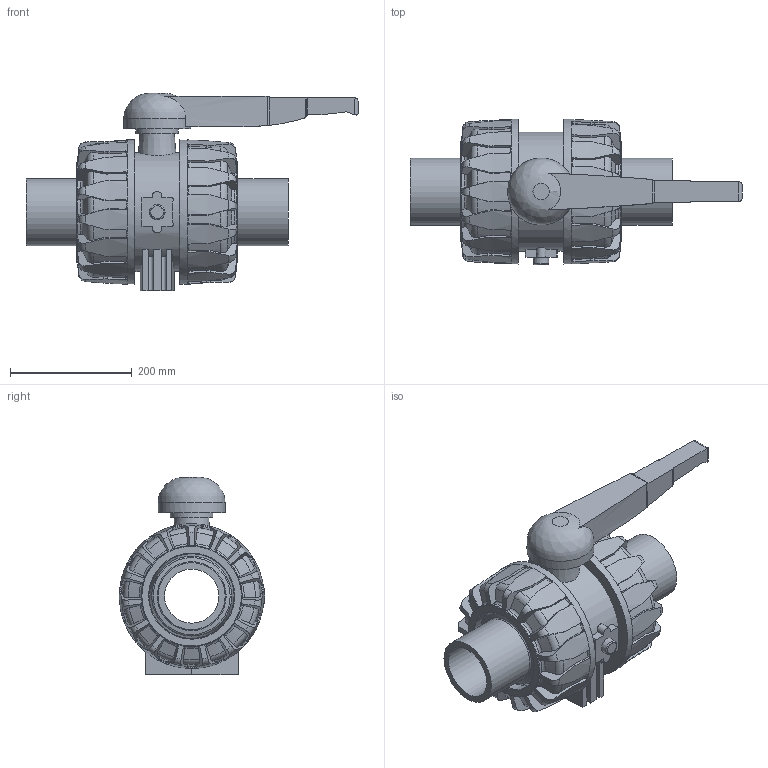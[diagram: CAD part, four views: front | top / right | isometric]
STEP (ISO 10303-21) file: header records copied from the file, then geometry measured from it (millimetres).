
FILE_DESCRIPTION(/* description */ (''),/* implementation_level */ '2;1');
FILE_NAME(/* name */ 'VKDBEM110E.iam.stp',/* time_stamp */ '2013-10-07T12:45:01+02:00',/* author */ ('bfaro'),/* organization */ (''),/* preprocessor_version */ 'ST-DEVELOPER v15.2',/* originating_system */ 'Autodesk Inventor 2014',/* authorisation */ '');
FILE_SCHEMA (('AUTOMOTIVE_DESIGN { 1 0 10303 214 3 1 1 }'));
Length unit declared in the file: millimetre
Products named in the file (5): 1MNC110; CVDE11110; NTVKD110V; cassa VKD_110; VKDBEM110E
Bounding box: 545.5 x 238.88 x 324 mm (x, y, z)
Volume: 9465109.6 mm3; surface area: 924597 mm2
Topology: 6 solids, 6 shells, 659 faces, 1817 edges, 1178 vertices
Faces by surface type: plane 203, cylinder 158, cone 158, torus 131, bspline 9
Full cylindrical faces by diameter (mm): 70 x1, 89 x2, 110 x4, 140.035 x2, 180 x2, 189.6 x2, 195.3 x1, 237.758 x2
Entity records: 15112 total; most frequent: CARTESIAN_POINT 6292, ORIENTED_EDGE 1974, DIRECTION 1615, EDGE_CURVE 987, AXIS2_PLACEMENT_3D 691, VERTEX_POINT 654, B_SPLINE_CURVE_WITH_KNOTS 433, EDGE_LOOP 403
